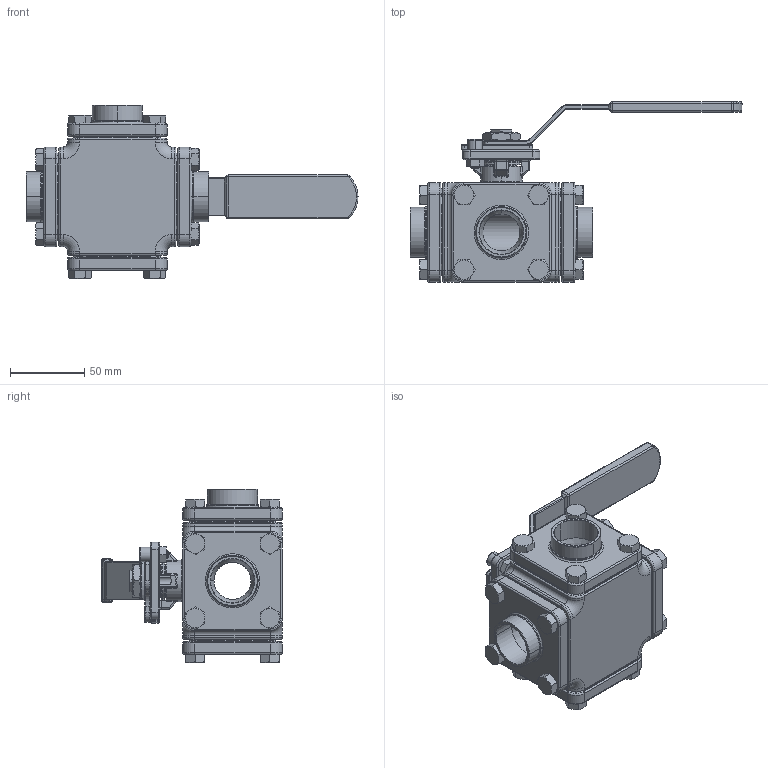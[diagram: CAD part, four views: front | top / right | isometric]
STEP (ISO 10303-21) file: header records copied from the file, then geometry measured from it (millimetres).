
FILE_DESCRIPTION (( 'STEP AP214' ), '1' );
FILE_NAME ('505T-025-3Way.STEP', '2017-10-02T08:58:25', ( '' ), ( '' ), 'SwSTEP 2.0', 'SolidWorks 2012', '' );
FILE_SCHEMA (( 'AUTOMOTIVE_DESIGN' ));
Length unit declared in the file: millimetre
Products named in the file (1): 505T-025-3Way
Bounding box: 223.5 x 121.5 x 116.5 mm (x, y, z)
Volume: 574703.9 mm3; surface area: 99459.3 mm2
Topology: 1 solids, 1 shells, 1021 faces, 2351 edges, 1357 vertices
Faces by surface type: cone 310, cylinder 284, plane 272, torus 127, bspline 16, sphere 12
Entity records: 30871 total; most frequent: CARTESIAN_POINT 8249, DIRECTION 4856, ORIENTED_EDGE 4690, EDGE_CURVE 2345, AXIS2_PLACEMENT_3D 2022, VERTEX_POINT 1355, EDGE_LOOP 1082, ADVANCED_FACE 1021
